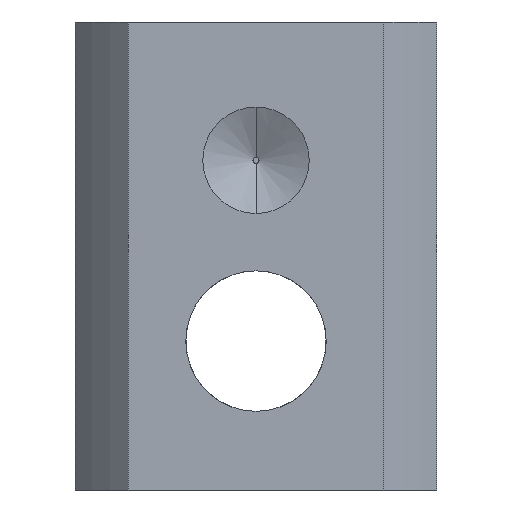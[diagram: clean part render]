
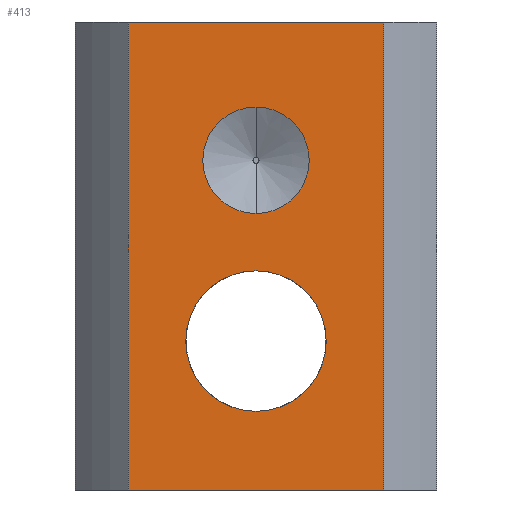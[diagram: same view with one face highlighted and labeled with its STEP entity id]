
A CAD part, front view. The second image highlights one B-rep face of the part: STEP entity #413.
In plain terms, the highlighted planar face has unit normal (0, -1, 0).
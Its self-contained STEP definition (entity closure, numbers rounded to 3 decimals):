
#2 = DIRECTION ( 'NONE',  ( 0., 0., 1. ) ) ;
#6 = CARTESIAN_POINT ( 'NONE',  ( 6., -8., 22. ) ) ;
#15 = DIRECTION ( 'NONE',  ( 0., 1., 0. ) ) ;
#20 = CARTESIAN_POINT ( 'NONE',  ( -6., -8., 22. ) ) ;
#30 = DIRECTION ( 'NONE',  ( 0., 1., 0. ) ) ;
#31 = DIRECTION ( 'NONE',  ( 0., 0., 1. ) ) ;
#43 = AXIS2_PLACEMENT_3D ( 'NONE', #227, #204, #199 ) ;
#52 = AXIS2_PLACEMENT_3D ( 'NONE', #409, #435, #418 ) ;
#82 = FACE_BOUND ( 'NONE', #565, .T. ) ;
#88 = EDGE_CURVE ( 'NONE', #284, #359, #715, .T. ) ;
#93 = CARTESIAN_POINT ( 'NONE',  ( 0., -8., 7. ) ) ;
#94 = VECTOR ( 'NONE', #657, 1000. ) ;
#96 = ORIENTED_EDGE ( 'NONE', *, *, #88, .F. ) ;
#99 = ORIENTED_EDGE ( 'NONE', *, *, #310, .T. ) ;
#101 = CARTESIAN_POINT ( 'NONE',  ( -6., -8., 22. ) ) ;
#109 = LINE ( 'NONE', #668, #187 ) ;
#111 = EDGE_CURVE ( 'NONE', #825, #721, #650, .T. ) ;
#112 = VECTOR ( 'NONE', #678, 1000. ) ;
#120 = VERTEX_POINT ( 'NONE', #20 ) ;
#125 = LINE ( 'NONE', #294, #112 ) ;
#136 = CARTESIAN_POINT ( 'NONE',  ( 6., -8., 0. ) ) ;
#138 = CIRCLE ( 'NONE', #839, 3.3 ) ;
#164 = CIRCLE ( 'NONE', #779, 2.5 ) ;
#165 = VERTEX_POINT ( 'NONE', #578 ) ;
#187 = VECTOR ( 'NONE', #718, 1000. ) ;
#196 = PLANE ( 'NONE',  #850 ) ;
#199 = DIRECTION ( 'NONE',  ( 0., 0., 1. ) ) ;
#204 = DIRECTION ( 'NONE',  ( 0., 1., 0. ) ) ;
#210 = LINE ( 'NONE', #269, #238 ) ;
#213 = DIRECTION ( 'NONE',  ( 0., 0., -1. ) ) ;
#221 = VERTEX_POINT ( 'NONE', #136 ) ;
#224 = LINE ( 'NONE', #6, #94 ) ;
#225 = DIRECTION ( 'NONE',  ( 0., -1., 0. ) ) ;
#227 = CARTESIAN_POINT ( 'NONE',  ( 0., -8., 7. ) ) ;
#230 = CARTESIAN_POINT ( 'NONE',  ( 0., -8., 15.5 ) ) ;
#238 = VECTOR ( 'NONE', #327, 1000. ) ;
#267 = ORIENTED_EDGE ( 'NONE', *, *, #301, .T. ) ;
#269 = CARTESIAN_POINT ( 'NONE',  ( -6., -8., 22. ) ) ;
#284 = VERTEX_POINT ( 'NONE', #309 ) ;
#289 = EDGE_CURVE ( 'NONE', #120, #503, #210, .T. ) ;
#294 = CARTESIAN_POINT ( 'NONE',  ( -6., -8., 0. ) ) ;
#295 = EDGE_CURVE ( 'NONE', #359, #284, #164, .T. ) ;
#301 = EDGE_CURVE ( 'NONE', #721, #825, #138, .T. ) ;
#309 = CARTESIAN_POINT ( 'NONE',  ( 0., -8., 18. ) ) ;
#310 = EDGE_CURVE ( 'NONE', #503, #221, #125, .T. ) ;
#314 = EDGE_CURVE ( 'NONE', #165, #221, #224, .T. ) ;
#320 = EDGE_CURVE ( 'NONE', #120, #165, #109, .T. ) ;
#327 = DIRECTION ( 'NONE',  ( 0., 0., -1. ) ) ;
#357 = ORIENTED_EDGE ( 'NONE', *, *, #320, .F. ) ;
#359 = VERTEX_POINT ( 'NONE', #437 ) ;
#409 = CARTESIAN_POINT ( 'NONE',  ( 0., -8., 15.5 ) ) ;
#413 = ADVANCED_FACE ( 'NONE', ( #82, #682, #848 ), #196, .F. ) ;
#418 = DIRECTION ( 'NONE',  ( 0., 0., -1. ) ) ;
#435 = DIRECTION ( 'NONE',  ( 0., -1., 0. ) ) ;
#437 = CARTESIAN_POINT ( 'NONE',  ( 0., -8., 13. ) ) ;
#503 = VERTEX_POINT ( 'NONE', #556 ) ;
#515 = CARTESIAN_POINT ( 'NONE',  ( 0., -8., 3.7 ) ) ;
#534 = ORIENTED_EDGE ( 'NONE', *, *, #314, .F. ) ;
#542 = CARTESIAN_POINT ( 'NONE',  ( 0., -8., 10.3 ) ) ;
#556 = CARTESIAN_POINT ( 'NONE',  ( -6., -8., 0. ) ) ;
#565 = EDGE_LOOP ( 'NONE', ( #655, #96 ) ) ;
#578 = CARTESIAN_POINT ( 'NONE',  ( 6., -8., 22. ) ) ;
#650 = CIRCLE ( 'NONE', #43, 3.3 ) ;
#655 = ORIENTED_EDGE ( 'NONE', *, *, #295, .F. ) ;
#657 = DIRECTION ( 'NONE',  ( 0., 0., -1. ) ) ;
#668 = CARTESIAN_POINT ( 'NONE',  ( -6., -8., 22. ) ) ;
#678 = DIRECTION ( 'NONE',  ( 1., 0., 0. ) ) ;
#682 = FACE_BOUND ( 'NONE', #865, .T. ) ;
#715 = CIRCLE ( 'NONE', #52, 2.5 ) ;
#718 = DIRECTION ( 'NONE',  ( 1., 0., 0. ) ) ;
#721 = VERTEX_POINT ( 'NONE', #542 ) ;
#722 = ORIENTED_EDGE ( 'NONE', *, *, #111, .T. ) ;
#779 = AXIS2_PLACEMENT_3D ( 'NONE', #230, #225, #213 ) ;
#821 = ORIENTED_EDGE ( 'NONE', *, *, #289, .T. ) ;
#825 = VERTEX_POINT ( 'NONE', #515 ) ;
#839 = AXIS2_PLACEMENT_3D ( 'NONE', #93, #15, #2 ) ;
#848 = FACE_OUTER_BOUND ( 'NONE', #866, .T. ) ;
#850 = AXIS2_PLACEMENT_3D ( 'NONE', #101, #30, #31 ) ;
#865 = EDGE_LOOP ( 'NONE', ( #267, #722 ) ) ;
#866 = EDGE_LOOP ( 'NONE', ( #99, #534, #357, #821 ) ) ;
